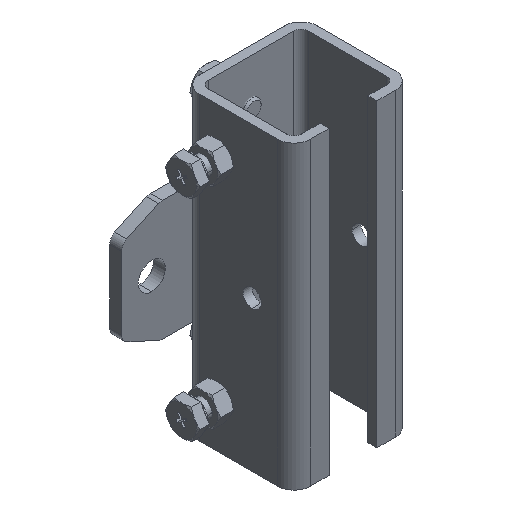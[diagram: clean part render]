
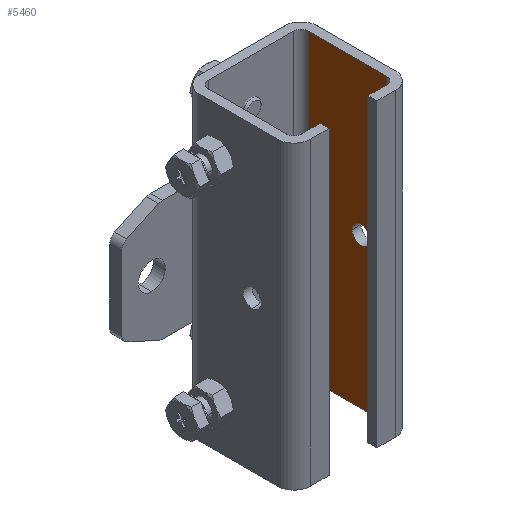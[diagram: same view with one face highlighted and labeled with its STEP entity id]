
A CAD part, isometric view. The second image highlights one B-rep face of the part: STEP entity #5460.
In plain terms, the highlighted planar face has unit normal (1, 0, 0).
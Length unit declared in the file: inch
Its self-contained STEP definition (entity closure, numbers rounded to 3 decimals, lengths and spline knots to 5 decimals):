
#130 = DIRECTION ( 'NONE',  ( 0., 0., -1. ) ) ;
#168 = VERTEX_POINT ( 'NONE', #6624 ) ;
#354 = AXIS2_PLACEMENT_3D ( 'NONE', #8089, #5267, #4006 ) ;
#423 = CARTESIAN_POINT ( 'NONE',  ( 0.65551, -0.06102, 0. ) ) ;
#543 = VECTOR ( 'NONE', #571, 39.37008 ) ;
#571 = DIRECTION ( 'NONE',  ( 0., 0., 1. ) ) ;
#586 = EDGE_CURVE ( 'NONE', #6331, #4565, #3449, .T. ) ;
#718 = VERTEX_POINT ( 'NONE', #4221 ) ;
#740 = ORIENTED_EDGE ( 'NONE', *, *, #979, .T. ) ;
#851 = DIRECTION ( 'NONE',  ( 1., 0., 0. ) ) ;
#979 = EDGE_CURVE ( 'NONE', #6331, #168, #3796, .T. ) ;
#1039 = ORIENTED_EDGE ( 'NONE', *, *, #586, .F. ) ;
#1372 = AXIS2_PLACEMENT_3D ( 'NONE', #8113, #851, #7468 ) ;
#1556 = EDGE_CURVE ( 'NONE', #718, #3921, #5269, .T. ) ;
#1945 = CARTESIAN_POINT ( 'NONE',  ( 0.65551, -0.51181, -1.9685 ) ) ;
#2588 = CARTESIAN_POINT ( 'NONE',  ( 0.65551, -0.51181, -3.94538 ) ) ;
#2667 = FACE_BOUND ( 'NONE', #4259, .T. ) ;
#2940 = EDGE_LOOP ( 'NONE', ( #6188, #6023, #1039, #740 ) ) ;
#3158 = DIRECTION ( 'NONE',  ( 0., 1., 0. ) ) ;
#3160 = EDGE_CURVE ( 'NONE', #4874, #168, #5232, .T. ) ;
#3401 = FACE_OUTER_BOUND ( 'NONE', #2940, .T. ) ;
#3449 = LINE ( 'NONE', #6094, #7367 ) ;
#3472 = VECTOR ( 'NONE', #3878, 39.37008 ) ;
#3570 = DIRECTION ( 'NONE',  ( 1., 0., 0. ) ) ;
#3782 = CARTESIAN_POINT ( 'NONE',  ( 0.65551, 0.51181, 1.9685 ) ) ;
#3796 = LINE ( 'NONE', #7182, #3472 ) ;
#3878 = DIRECTION ( 'NONE',  ( 0., -1., 0. ) ) ;
#3921 = VERTEX_POINT ( 'NONE', #423 ) ;
#4006 = DIRECTION ( 'NONE',  ( 0., 0., 1. ) ) ;
#4092 = PLANE ( 'NONE',  #354 ) ;
#4101 = AXIS2_PLACEMENT_3D ( 'NONE', #4960, #3570, #7613 ) ;
#4221 = CARTESIAN_POINT ( 'NONE',  ( 0.65551, -0.29724, 0. ) ) ;
#4259 = EDGE_LOOP ( 'NONE', ( #4276, #5781 ) ) ;
#4276 = ORIENTED_EDGE ( 'NONE', *, *, #4807, .F. ) ;
#4565 = VERTEX_POINT ( 'NONE', #6650 ) ;
#4587 = CARTESIAN_POINT ( 'NONE',  ( 0.65551, 0.51181, -1.9685 ) ) ;
#4807 = EDGE_CURVE ( 'NONE', #3921, #718, #7290, .T. ) ;
#4874 = VERTEX_POINT ( 'NONE', #1945 ) ;
#4960 = CARTESIAN_POINT ( 'NONE',  ( 0.65551, -0.17913, 0. ) ) ;
#5070 = EDGE_CURVE ( 'NONE', #4874, #4565, #5754, .T. ) ;
#5232 = LINE ( 'NONE', #2588, #543 ) ;
#5267 = DIRECTION ( 'NONE',  ( -1., 0., 0. ) ) ;
#5269 = CIRCLE ( 'NONE', #1372, 0.11811 ) ;
#5460 = ADVANCED_FACE ( 'NONE', ( #2667, #3401 ), #4092, .F. ) ;
#5754 = LINE ( 'NONE', #4587, #8404 ) ;
#5781 = ORIENTED_EDGE ( 'NONE', *, *, #1556, .F. ) ;
#6023 = ORIENTED_EDGE ( 'NONE', *, *, #5070, .T. ) ;
#6094 = CARTESIAN_POINT ( 'NONE',  ( 0.65551, 0.51181, 1.9685 ) ) ;
#6188 = ORIENTED_EDGE ( 'NONE', *, *, #3160, .F. ) ;
#6331 = VERTEX_POINT ( 'NONE', #3782 ) ;
#6624 = CARTESIAN_POINT ( 'NONE',  ( 0.65551, -0.51181, 1.9685 ) ) ;
#6650 = CARTESIAN_POINT ( 'NONE',  ( 0.65551, 0.51181, -1.9685 ) ) ;
#7182 = CARTESIAN_POINT ( 'NONE',  ( 0.65551, 0.51181, 1.9685 ) ) ;
#7290 = CIRCLE ( 'NONE', #4101, 0.11811 ) ;
#7367 = VECTOR ( 'NONE', #130, 39.37008 ) ;
#7468 = DIRECTION ( 'NONE',  ( 0., 1., 0. ) ) ;
#7613 = DIRECTION ( 'NONE',  ( 0., 1., 0. ) ) ;
#8089 = CARTESIAN_POINT ( 'NONE',  ( 0.65551, -0.61024, 1.9685 ) ) ;
#8113 = CARTESIAN_POINT ( 'NONE',  ( 0.65551, -0.17913, 0. ) ) ;
#8404 = VECTOR ( 'NONE', #3158, 39.37008 ) ;
